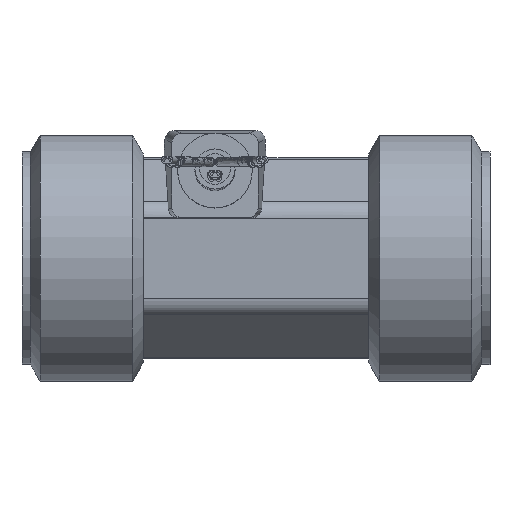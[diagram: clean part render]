
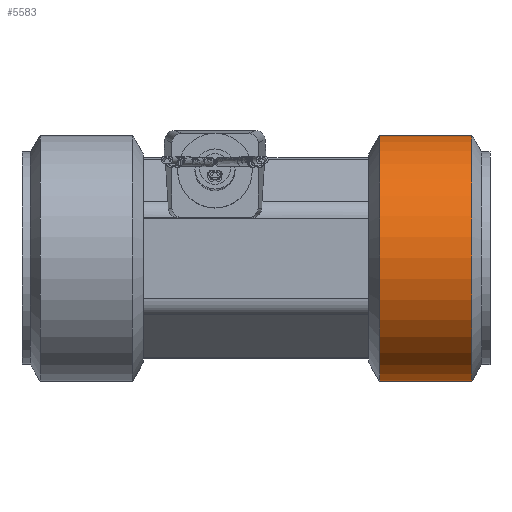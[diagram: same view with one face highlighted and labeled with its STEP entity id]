
A CAD part, top view. The second image highlights one B-rep face of the part: STEP entity #5583.
In plain terms, the highlighted cylindrical face has radius 13.22 mm (diameter 26.44 mm), a full revolution.
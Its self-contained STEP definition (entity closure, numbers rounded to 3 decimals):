
#503=FACE_OUTER_BOUND('',#832,.T.);
#832=EDGE_LOOP('',(#4483,#4484,#4485,#4486,#4487,#4488));
#1259=LINE('',#9336,#1708);
#1708=VECTOR('',#7344,13.22);
#2066=CIRCLE('',#6094,13.22);
#2067=CIRCLE('',#6097,13.22);
#2068=CIRCLE('',#6098,13.22);
#2069=CIRCLE('',#6099,13.22);
#2515=VERTEX_POINT('',#9328);
#2516=VERTEX_POINT('',#9335);
#2517=VERTEX_POINT('',#9337);
#2518=VERTEX_POINT('',#9339);
#3214=EDGE_CURVE('',#2515,#2515,#2066,.T.);
#3217=EDGE_CURVE('',#2515,#2516,#1259,.T.);
#3218=EDGE_CURVE('',#2516,#2517,#2067,.T.);
#3219=EDGE_CURVE('',#2517,#2518,#2068,.T.);
#3220=EDGE_CURVE('',#2518,#2516,#2069,.T.);
#4483=ORIENTED_EDGE('',*,*,#3214,.F.);
#4484=ORIENTED_EDGE('',*,*,#3217,.T.);
#4485=ORIENTED_EDGE('',*,*,#3218,.T.);
#4486=ORIENTED_EDGE('',*,*,#3219,.T.);
#4487=ORIENTED_EDGE('',*,*,#3220,.T.);
#4488=ORIENTED_EDGE('',*,*,#3217,.F.);
#5364=CYLINDRICAL_SURFACE('',#6096,13.22);
#5583=ADVANCED_FACE('',(#503),#5364,.T.);
#6094=AXIS2_PLACEMENT_3D('',#9330,#7336,#7337);
#6096=AXIS2_PLACEMENT_3D('',#9334,#7342,#7343);
#6097=AXIS2_PLACEMENT_3D('',#9338,#7345,#7346);
#6098=AXIS2_PLACEMENT_3D('',#9340,#7347,#7348);
#6099=AXIS2_PLACEMENT_3D('',#9341,#7349,#7350);
#7336=DIRECTION('center_axis',(-1.,0.,0.));
#7337=DIRECTION('ref_axis',(0.,0.,1.));
#7342=DIRECTION('center_axis',(1.,0.,0.));
#7343=DIRECTION('ref_axis',(0.,0.,1.));
#7344=DIRECTION('',(1.,0.,0.));
#7345=DIRECTION('center_axis',(-1.,0.,0.));
#7346=DIRECTION('ref_axis',(0.,0.,1.));
#7347=DIRECTION('center_axis',(-1.,0.,0.));
#7348=DIRECTION('ref_axis',(0.,0.,1.));
#7349=DIRECTION('center_axis',(-1.,0.,0.));
#7350=DIRECTION('ref_axis',(0.,0.,1.));
#9328=CARTESIAN_POINT('',(13.255,0.,-13.22));
#9330=CARTESIAN_POINT('Origin',(13.255,0.,
0.));
#9334=CARTESIAN_POINT('Origin',(25.1,0.,0.));
#9335=CARTESIAN_POINT('',(23.152,0.,-13.22));
#9336=CARTESIAN_POINT('',(25.1,0.,-13.22));
#9337=CARTESIAN_POINT('',(23.152,-13.22,0.));
#9338=CARTESIAN_POINT('Origin',(23.152,0.,
0.));
#9339=CARTESIAN_POINT('',(23.152,13.22,0.));
#9340=CARTESIAN_POINT('Origin',(23.152,0.,
0.));
#9341=CARTESIAN_POINT('Origin',(23.152,0.,
0.));
